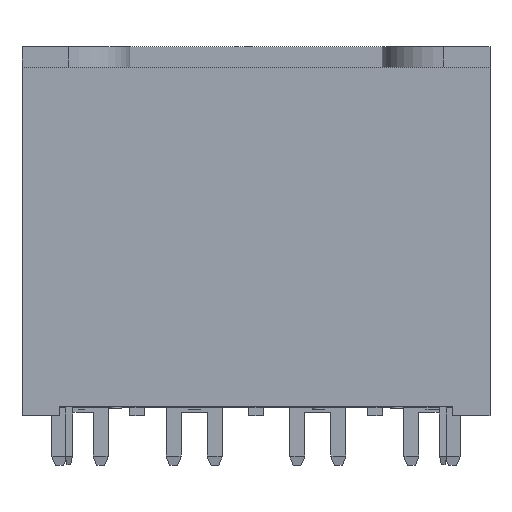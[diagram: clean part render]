
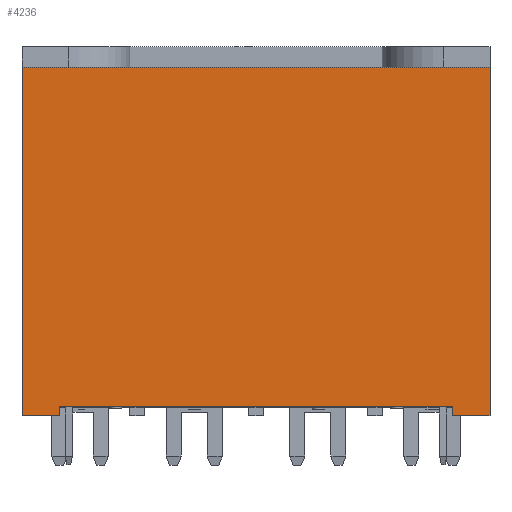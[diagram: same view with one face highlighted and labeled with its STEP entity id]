
A CAD part, top view. The second image highlights one B-rep face of the part: STEP entity #4236.
In plain terms, the highlighted planar face has unit normal (0, 0, 1).
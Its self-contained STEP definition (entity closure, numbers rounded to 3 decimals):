
#60 = VERTEX_POINT ( 'NONE', #6431 ) ;
#3491 = CARTESIAN_POINT ( 'NONE',  ( -25., 37.2, 16.5 ) ) ;
#3494 = DIRECTION ( 'NONE',  ( 1., 0., 0. ) ) ;
#3495 = VECTOR ( 'NONE', #3494, 1000. ) ;
#3496 = CARTESIAN_POINT ( 'NONE',  ( -25., 37.2, 16.5 ) ) ;
#3498 = LINE ( 'NONE', #3496, #3495 ) ;
#3667 = CARTESIAN_POINT ( 'NONE',  ( -25., 0., 16.5 ) ) ;
#3745 = VERTEX_POINT ( 'NONE', #7512 ) ;
#3746 = VERTEX_POINT ( 'NONE', #7526 ) ;
#3823 = EDGE_CURVE ( 'NONE', #3745, #3746, #7050, .T. ) ;
#4211 = EDGE_CURVE ( 'NONE', #60, #4212, #8108, .T. ) ;
#4212 = VERTEX_POINT ( 'NONE', #8604 ) ;
#4229 = EDGE_CURVE ( 'NONE', #11002, #11084, #8680, .T. ) ;
#4235 = ORIENTED_EDGE ( 'NONE', *, *, #4239, .T. ) ;
#4236 = ADVANCED_FACE ( 'NONE', ( #8628 ), #8672, .F. ) ;
#4237 = EDGE_CURVE ( 'NONE', #11084, #4244, #8666, .T. ) ;
#4238 = ORIENTED_EDGE ( 'NONE', *, *, #4229, .T. ) ;
#4239 = EDGE_CURVE ( 'NONE', #4244, #3745, #8668, .T. ) ;
#4240 = EDGE_CURVE ( 'NONE', #4243, #3746, #8653, .T. ) ;
#4241 = ORIENTED_EDGE ( 'NONE', *, *, #4303, .T. ) ;
#4242 = ORIENTED_EDGE ( 'NONE', *, *, #4240, .F. ) ;
#4243 = VERTEX_POINT ( 'NONE', #8671 ) ;
#4244 = VERTEX_POINT ( 'NONE', #8663 ) ;
#4253 = ORIENTED_EDGE ( 'NONE', *, *, #4237, .T. ) ;
#4255 = ORIENTED_EDGE ( 'NONE', *, *, #3823, .T. ) ;
#4259 = EDGE_LOOP ( 'NONE', ( #4238, #4253, #4235, #4255, #4242, #4241, #4302, #4307 ) ) ;
#4302 = ORIENTED_EDGE ( 'NONE', *, *, #4211, .F. ) ;
#4303 = EDGE_CURVE ( 'NONE', #4243, #4212, #8780, .T. ) ;
#4307 = ORIENTED_EDGE ( 'NONE', *, *, #10986, .F. ) ;
#6431 = CARTESIAN_POINT ( 'NONE',  ( 25., 37.2, 16.5 ) ) ;
#7034 = VECTOR ( 'NONE', #7036, 1000. ) ;
#7036 = DIRECTION ( 'NONE',  ( 1., 0., 0. ) ) ;
#7037 = CARTESIAN_POINT ( 'NONE',  ( -25., 0.9, 16.5 ) ) ;
#7050 = LINE ( 'NONE', #7037, #7034 ) ;
#7512 = CARTESIAN_POINT ( 'NONE',  ( -21., 0.9, 16.5 ) ) ;
#7526 = CARTESIAN_POINT ( 'NONE',  ( 21., 0.9, 16.5 ) ) ;
#8088 = DIRECTION ( 'NONE',  ( 0., -1., 0. ) ) ;
#8089 = VECTOR ( 'NONE', #8088, 1000. ) ;
#8107 = CARTESIAN_POINT ( 'NONE',  ( 25., 37.2, 16.5 ) ) ;
#8108 = LINE ( 'NONE', #8107, #8089 ) ;
#8604 = CARTESIAN_POINT ( 'NONE',  ( 25., 0., 16.5 ) ) ;
#8623 = AXIS2_PLACEMENT_3D ( 'NONE', #8670, #8665, #8664 ) ;
#8628 = FACE_OUTER_BOUND ( 'NONE', #4259, .T. ) ;
#8650 = DIRECTION ( 'NONE',  ( 0., 1., 0. ) ) ;
#8651 = VECTOR ( 'NONE', #8650, 1000. ) ;
#8652 = CARTESIAN_POINT ( 'NONE',  ( 21., 0., 16.5 ) ) ;
#8653 = LINE ( 'NONE', #8652, #8651 ) ;
#8654 = DIRECTION ( 'NONE',  ( 0., 1., 0. ) ) ;
#8655 = VECTOR ( 'NONE', #8654, 1000. ) ;
#8660 = DIRECTION ( 'NONE',  ( 1., 0., 0. ) ) ;
#8661 = VECTOR ( 'NONE', #8660, 1000. ) ;
#8662 = CARTESIAN_POINT ( 'NONE',  ( -25., 0., 16.5 ) ) ;
#8663 = CARTESIAN_POINT ( 'NONE',  ( -21., 0., 16.5 ) ) ;
#8664 = DIRECTION ( 'NONE',  ( -1., 0., 0. ) ) ;
#8665 = DIRECTION ( 'NONE',  ( 0., 0., -1. ) ) ;
#8666 = LINE ( 'NONE', #8662, #8661 ) ;
#8667 = CARTESIAN_POINT ( 'NONE',  ( -21., 0., 16.5 ) ) ;
#8668 = LINE ( 'NONE', #8667, #8655 ) ;
#8670 = CARTESIAN_POINT ( 'NONE',  ( -25., 37.2, 16.5 ) ) ;
#8671 = CARTESIAN_POINT ( 'NONE',  ( 21., 0., 16.5 ) ) ;
#8672 = PLANE ( 'NONE',  #8623 ) ;
#8677 = DIRECTION ( 'NONE',  ( 0., -1., 0. ) ) ;
#8678 = VECTOR ( 'NONE', #8677, 1000. ) ;
#8679 = CARTESIAN_POINT ( 'NONE',  ( -25., 37.2, 16.5 ) ) ;
#8680 = LINE ( 'NONE', #8679, #8678 ) ;
#8767 = DIRECTION ( 'NONE',  ( 1., 0., 0. ) ) ;
#8768 = VECTOR ( 'NONE', #8767, 1000. ) ;
#8772 = CARTESIAN_POINT ( 'NONE',  ( 25., 0., 16.5 ) ) ;
#8780 = LINE ( 'NONE', #8772, #8768 ) ;
#10986 = EDGE_CURVE ( 'NONE', #11002, #60, #3498, .T. ) ;
#11002 = VERTEX_POINT ( 'NONE', #3491 ) ;
#11084 = VERTEX_POINT ( 'NONE', #3667 ) ;
